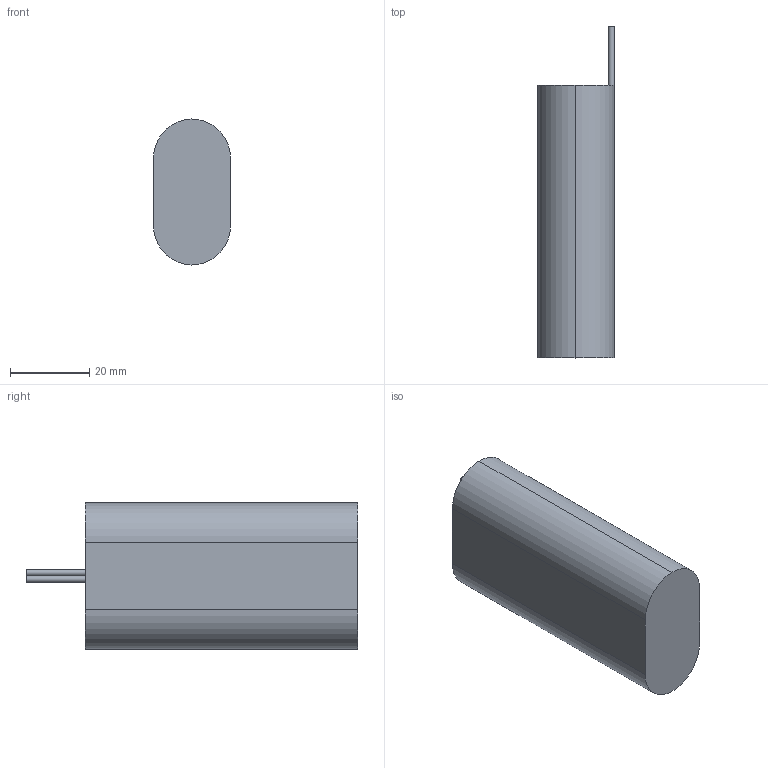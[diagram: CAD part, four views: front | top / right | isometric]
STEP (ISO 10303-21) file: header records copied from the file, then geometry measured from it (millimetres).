
FILE_DESCRIPTION(/* description */ (''),/* implementation_level */ '2;1');
FILE_NAME(/* name */ '7.4V Battery v7.step',/* time_stamp */ '2022-08-02T03:53:46+10:00',/* author */ (''),/* organization */ (''),/* preprocessor_version */ 'ST-DEVELOPER v19',/* originating_system */ 'Autodesk Translation Framework v11.7.0.108',/* authorisation */ '');
FILE_SCHEMA (('AUTOMOTIVE_DESIGN { 1 0 10303 214 3 1 1 }'));
Length unit declared in the file: millimetre
Products named in the file (1): 7.4V Battery
Bounding box: 19.5 x 84 x 37 mm (x, y, z)
Volume: 43937.5 mm3; surface area: 8044.7 mm2
Topology: 3 solids, 3 shells, 16 faces, 30 edges, 20 vertices
Faces by surface type: plane 8, cylinder 8
Entity records: 457 total; most frequent: DIRECTION 80, CARTESIAN_POINT 67, ORIENTED_EDGE 60, AXIS2_PLACEMENT_3D 33, EDGE_CURVE 30, VERTEX_POINT 20, FACE_OUTER_BOUND 16, EDGE_LOOP 16
